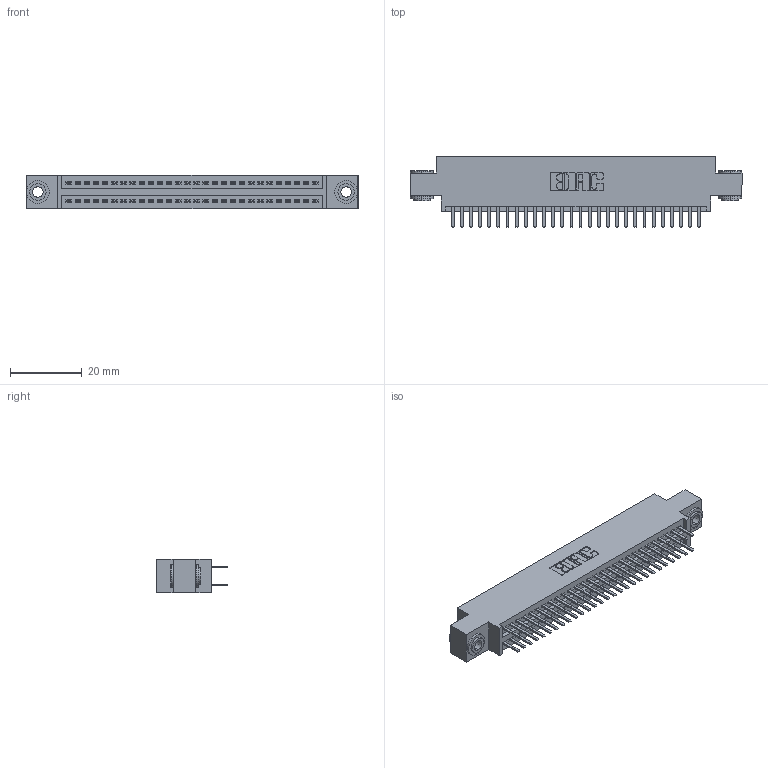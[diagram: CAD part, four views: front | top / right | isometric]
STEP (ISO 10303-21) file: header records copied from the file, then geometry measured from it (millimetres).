
FILE_DESCRIPTION (( 'STEP AP203' ), '1' );
FILE_NAME ('395-056-520-803.STEP', '2018-11-22T01:32:52', ( '' ), ( '' ), 'SwSTEP 2.0', 'SolidWorks 2016', '' );
FILE_SCHEMA (( 'CONFIG_CONTROL_DESIGN' ));
Length unit declared in the file: inch
Products named in the file (4): 395-056-520-803; 345 Part_0.170 Offset - 0.156 Dia-TH; 345-250-002_345-250-002-102; 345-292-001_345-293-120
Assembly tree (59 placements, depth 2):
  395-056-520-803
    345 Part_0.170 Offset - 0.156 Dia-TH
    345-292-001_345-293-120  x56
    345-250-002_345-250-002-102  x2
Bounding box: 92.33 x 19.68 x 9.4 mm (x, y, z)
Volume: 8720.4 mm3; surface area: 12915 mm2
Topology: 59 solids, 59 shells, 3192 faces, 9221 edges, 5994 vertices
Faces by surface type: plane 2054, cylinder 1130, cone 8
Entity records: 24750 total; most frequent: CARTESIAN_POINT 4151, ORIENTED_EDGE 4066, DIRECTION 3695, EDGE_CURVE 2033, LINE 1761, VECTOR 1761, VERTEX_POINT 1350, AXIS2_PLACEMENT_3D 967
